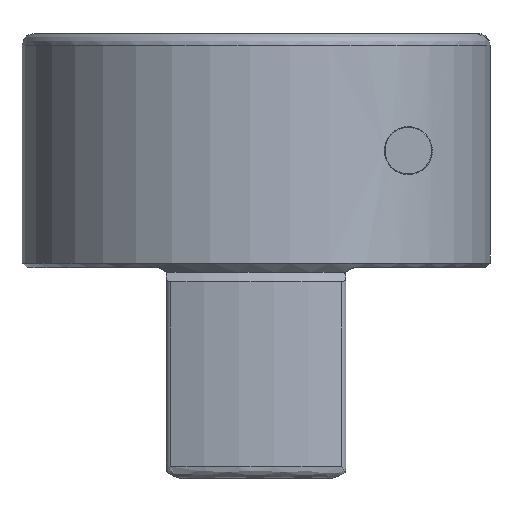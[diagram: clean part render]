
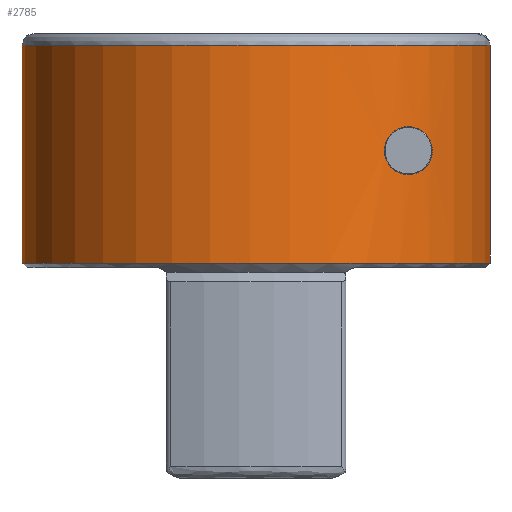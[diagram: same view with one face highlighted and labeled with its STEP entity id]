
A CAD part, front view. The second image highlights one B-rep face of the part: STEP entity #2785.
In plain terms, the highlighted cylindrical face has radius 10 mm (diameter 20 mm), a partial arc.
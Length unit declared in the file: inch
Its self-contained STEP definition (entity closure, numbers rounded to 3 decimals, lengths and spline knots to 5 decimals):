
#50 = CARTESIAN_POINT ( 'NONE',  ( 0., 0., 0.35433 ) ) ;
#57 = VERTEX_POINT ( 'NONE', #4003 ) ;
#71 = FACE_OUTER_BOUND ( 'NONE', #1247, .T. ) ;
#88 = EDGE_CURVE ( 'NONE', #613, #3988, #3306, .T. ) ;
#89 = CARTESIAN_POINT ( 'NONE',  ( 0.25134, -0.30309, 0.21752 ) ) ;
#112 = CARTESIAN_POINT ( 'NONE',  ( 0.24668, -0.30689, 0.21675 ) ) ;
#226 = ORIENTED_EDGE ( 'NONE', *, *, #88, .T. ) ;
#279 = CARTESIAN_POINT ( 'NONE',  ( 0.28435, -0.27231, 0.14843 ) ) ;
#304 = CARTESIAN_POINT ( 'NONE',  ( 0.26078, -0.29502, 0.13681 ) ) ;
#322 = CARTESIAN_POINT ( 'NONE',  ( -0.3937, 0., 0.37402 ) ) ;
#363 = CARTESIAN_POINT ( 'NONE',  ( 0.21819, -0.32771, 0.16253 ) ) ;
#385 = AXIS2_PLACEMENT_3D ( 'NONE', #1066, #3256, #3675 ) ;
#442 = CARTESIAN_POINT ( 'NONE',  ( 0.27443, -0.28236, 0.21334 ) ) ;
#489 = CARTESIAN_POINT ( 'NONE',  ( -0.3937, 0., 0.35433 ) ) ;
#562 = CARTESIAN_POINT ( 'NONE',  ( 0.28939, -0.26695, 0.15448 ) ) ;
#610 = CARTESIAN_POINT ( 'NONE',  ( 0.29337, -0.26256, 0.19243 ) ) ;
#613 = VERTEX_POINT ( 'NONE', #750 ) ;
#653 = VERTEX_POINT ( 'NONE', #3091 ) ;
#696 = VERTEX_POINT ( 'NONE', #2161 ) ;
#705 = CARTESIAN_POINT ( 'NONE',  ( 0.21556, -0.32944, 0.17405 ) ) ;
#750 = CARTESIAN_POINT ( 'NONE',  ( 0.39321, -0.01969, 0.35433 ) ) ;
#796 = CARTESIAN_POINT ( 'NONE',  ( 0.39321, -0.01969, 0.37402 ) ) ;
#852 = AXIS2_PLACEMENT_3D ( 'NONE', #50, #3984, #1044 ) ;
#912 = EDGE_CURVE ( 'NONE', #653, #3285, #2260, .T. ) ;
#939 = CARTESIAN_POINT ( 'NONE',  ( 0.2786, -0.27823, 0.21091 ) ) ;
#971 = CARTESIAN_POINT ( 'NONE',  ( 0.25134, -0.30309, 0.13681 ) ) ;
#981 = CARTESIAN_POINT ( 'NONE',  ( 0.29441, -0.26139, 0.18963 ) ) ;
#1023 = CARTESIAN_POINT ( 'NONE',  ( 0.24677, -0.30682, 0.13756 ) ) ;
#1043 = CARTESIAN_POINT ( 'NONE',  ( 0.22526, -0.32293, 0.20394 ) ) ;
#1044 = DIRECTION ( 'NONE',  ( -1., 0., 0. ) ) ;
#1066 = CARTESIAN_POINT ( 'NONE',  ( 0., 0., 0.37402 ) ) ;
#1224 = CARTESIAN_POINT ( 'NONE',  ( 0.29625, -0.2593, 0.18043 ) ) ;
#1247 = EDGE_LOOP ( 'NONE', ( #226, #2641, #3321, #3765 ) ) ;
#1269 = CARTESIAN_POINT ( 'NONE',  ( 0.25591, -0.29919, 0.21752 ) ) ;
#1303 = CARTESIAN_POINT ( 'NONE',  ( 0.21591, -0.32922, 0.17104 ) ) ;
#1328 = CARTESIAN_POINT ( 'NONE',  ( 0.21723, -0.32835, 0.16526 ) ) ;
#1354 = CARTESIAN_POINT ( 'NONE',  ( 0.22178, -0.3253, 0.19948 ) ) ;
#1375 = CARTESIAN_POINT ( 'NONE',  ( 0., 0., -0.01181 ) ) ;
#1421 = CARTESIAN_POINT ( 'NONE',  ( 0.2376, -0.31398, 0.21345 ) ) ;
#1422 = LINE ( 'NONE', #796, #3583 ) ;
#1566 = CARTESIAN_POINT ( 'NONE',  ( 0.28612, -0.27044, 0.15029 ) ) ;
#1586 = CARTESIAN_POINT ( 'NONE',  ( 0.26554, -0.29074, 0.13769 ) ) ;
#1670 = CARTESIAN_POINT ( 'NONE',  ( 0.21689, -0.32859, 0.18898 ) ) ;
#1896 = CARTESIAN_POINT ( 'NONE',  ( 0.29445, -0.26134, 0.16483 ) ) ;
#1952 = CARTESIAN_POINT ( 'NONE',  ( 0.22187, -0.32524, 0.15474 ) ) ;
#2002 = CARTESIAN_POINT ( 'NONE',  ( 0.21553, -0.32946, 0.18298 ) ) ;
#2005 = CYLINDRICAL_SURFACE ( 'NONE', #385, 0.3937 ) ;
#2071 = CARTESIAN_POINT ( 'NONE',  ( 0.25591, -0.29919, 0.21752 ) ) ;
#2131 = DIRECTION ( 'NONE',  ( 0., 0., 1. ) ) ;
#2161 = CARTESIAN_POINT ( 'NONE',  ( -0.3937, 0., -0.01181 ) ) ;
#2260 = B_SPLINE_CURVE_WITH_KNOTS ( 'NONE', 3,
 ( #1269, #2576, #4241, #442, #939, #3847, #3518, #610, #981, #2822, #1224, #3170, #2276, #1896, #3212, #3194, #562, #1566, #279, #3581, #3557, #1586, #304, #4143 ),
 .UNSPECIFIED., .F., .F.,
 ( 4, 2, 2, 2, 2, 2, 2, 2, 2, 2, 2, 4 ),
 ( 0., 0.00048, 0.00097, 0.00145, 0.00169, 0.00193, 0.00217, 0.00242, 0.00266, 0.0029, 0.00338, 0.00387 ),
 .UNSPECIFIED. ) ;
#2266 = CARTESIAN_POINT ( 'NONE',  ( 0.2333, -0.31717, 0.14332 ) ) ;
#2276 = CARTESIAN_POINT ( 'NONE',  ( 0.29588, -0.25972, 0.17085 ) ) ;
#2500 = CIRCLE ( 'NONE', #3595, 0.3937 ) ;
#2576 = CARTESIAN_POINT ( 'NONE',  ( 0.26077, -0.29502, 0.21752 ) ) ;
#2641 = ORIENTED_EDGE ( 'NONE', *, *, #2801, .T. ) ;
#2735 = ORIENTED_EDGE ( 'NONE', *, *, #912, .T. ) ;
#2750 = CARTESIAN_POINT ( 'NONE',  ( 0.25591, -0.29919, 0.13681 ) ) ;
#2785 = ADVANCED_FACE ( 'NONE', ( #2977, #71 ), #2005, .T. ) ;
#2801 = EDGE_CURVE ( 'NONE', #3988, #696, #3304, .T. ) ;
#2822 = CARTESIAN_POINT ( 'NONE',  ( 0.29586, -0.25974, 0.18361 ) ) ;
#2917 = EDGE_CURVE ( 'NONE', #696, #57, #2500, .T. ) ;
#2933 = EDGE_CURVE ( 'NONE', #3285, #653, #3290, .T. ) ;
#2936 = ORIENTED_EDGE ( 'NONE', *, *, #2933, .T. ) ;
#2949 = CARTESIAN_POINT ( 'NONE',  ( 0.22535, -0.32287, 0.15029 ) ) ;
#2960 = EDGE_LOOP ( 'NONE', ( #2735, #2936 ) ) ;
#2977 = FACE_BOUND ( 'NONE', #2960, .T. ) ;
#3064 = CARTESIAN_POINT ( 'NONE',  ( 0.23315, -0.31728, 0.21091 ) ) ;
#3091 = CARTESIAN_POINT ( 'NONE',  ( 0.25591, -0.29919, 0.21752 ) ) ;
#3170 = CARTESIAN_POINT ( 'NONE',  ( 0.29627, -0.25928, 0.17407 ) ) ;
#3194 = CARTESIAN_POINT ( 'NONE',  ( 0.29089, -0.26531, 0.15685 ) ) ;
#3212 = CARTESIAN_POINT ( 'NONE',  ( 0.29341, -0.26252, 0.16199 ) ) ;
#3256 = DIRECTION ( 'NONE',  ( 0., 0., -1. ) ) ;
#3285 = VERTEX_POINT ( 'NONE', #2750 ) ;
#3290 = B_SPLINE_CURVE_WITH_KNOTS ( 'NONE', 3,
 ( #3672, #971, #1023, #3624, #2266, #2949, #1952, #363, #1328, #1303, #705, #2002, #1670, #1354, #1043, #3064, #1421, #112, #89, #2071 ),
 .UNSPECIFIED., .F., .F.,
 ( 4, 2, 2, 2, 2, 2, 2, 2, 2, 4 ),
 ( 0.00387, 0.00432, 0.00477, 0.00522, 0.00545, 0.00568, 0.00613, 0.00658, 0.00704, 0.00749 ),
 .UNSPECIFIED. ) ;
#3304 = LINE ( 'NONE', #322, #4085 ) ;
#3306 = CIRCLE ( 'NONE', #852, 0.3937 ) ;
#3321 = ORIENTED_EDGE ( 'NONE', *, *, #2917, .T. ) ;
#3518 = CARTESIAN_POINT ( 'NONE',  ( 0.28954, -0.26679, 0.20019 ) ) ;
#3557 = CARTESIAN_POINT ( 'NONE',  ( 0.27444, -0.28234, 0.14101 ) ) ;
#3581 = CARTESIAN_POINT ( 'NONE',  ( 0.27866, -0.27817, 0.14346 ) ) ;
#3583 = VECTOR ( 'NONE', #2131, 39.37008 ) ;
#3595 = AXIS2_PLACEMENT_3D ( 'NONE', #1375, #3905, #3645 ) ;
#3624 = CARTESIAN_POINT ( 'NONE',  ( 0.2377, -0.3139, 0.14083 ) ) ;
#3645 = DIRECTION ( 'NONE',  ( -1., 0., 0. ) ) ;
#3672 = CARTESIAN_POINT ( 'NONE',  ( 0.25591, -0.29919, 0.13681 ) ) ;
#3675 = DIRECTION ( 'NONE',  ( -1., 0., 0. ) ) ;
#3765 = ORIENTED_EDGE ( 'NONE', *, *, #4014, .T. ) ;
#3847 = CARTESIAN_POINT ( 'NONE',  ( 0.28614, -0.27047, 0.20436 ) ) ;
#3905 = DIRECTION ( 'NONE',  ( 0., 0., 1. ) ) ;
#3907 = DIRECTION ( 'NONE',  ( 0., 0., -1. ) ) ;
#3984 = DIRECTION ( 'NONE',  ( 0., 0., -1. ) ) ;
#3988 = VERTEX_POINT ( 'NONE', #489 ) ;
#4003 = CARTESIAN_POINT ( 'NONE',  ( 0.39321, -0.01969, -0.01181 ) ) ;
#4014 = EDGE_CURVE ( 'NONE', #57, #613, #1422, .T. ) ;
#4085 = VECTOR ( 'NONE', #3907, 39.37008 ) ;
#4143 = CARTESIAN_POINT ( 'NONE',  ( 0.25591, -0.29919, 0.13681 ) ) ;
#4241 = CARTESIAN_POINT ( 'NONE',  ( 0.26545, -0.29082, 0.21667 ) ) ;
